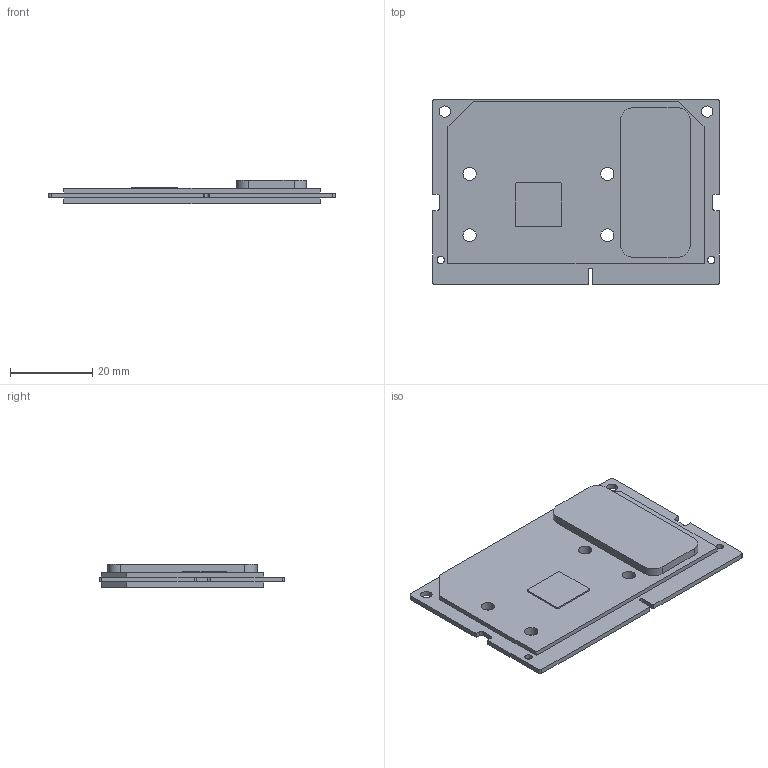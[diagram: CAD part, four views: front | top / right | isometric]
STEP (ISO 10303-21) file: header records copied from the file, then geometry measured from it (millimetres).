
FILE_DESCRIPTION((''),'2;1');
FILE_NAME('142-63448-1GEN_A00','2020-02-12T',('cgalutera'),(''),'CREO PARAMETRIC BY PTC INC, 2018070','CREO PARAMETRIC BY PTC INC, 2018070','');
FILE_SCHEMA(('CONFIG_CONTROL_DESIGN','GEOMETRIC_VALIDATION_PROPERTIES_MIM'));
Length unit declared in the file: millimetre
Products named in the file (1): 142-63448-1GEN_A00
Bounding box: 69.6 x 45 x 5.7 mm (x, y, z)
Volume: 10193.5 mm3; surface area: 7552.7 mm2
Topology: 1 solids, 1 shells, 114 faces, 318 edges, 212 vertices
Faces by surface type: plane 59, cylinder 43, extrusion 12
Entity records: 3999 total; most frequent: CARTESIAN_POINT 906, ORIENTED_EDGE 636, DIRECTION 596, EDGE_CURVE 318, VECTOR 220, VERTEX_POINT 212, LINE 208, AXIS2_PLACEMENT_3D 188
